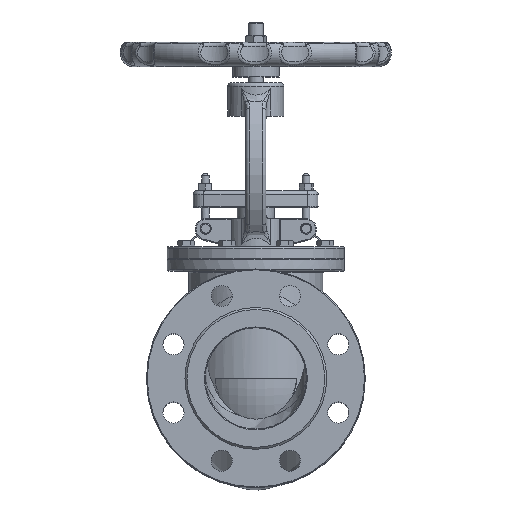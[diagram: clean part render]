
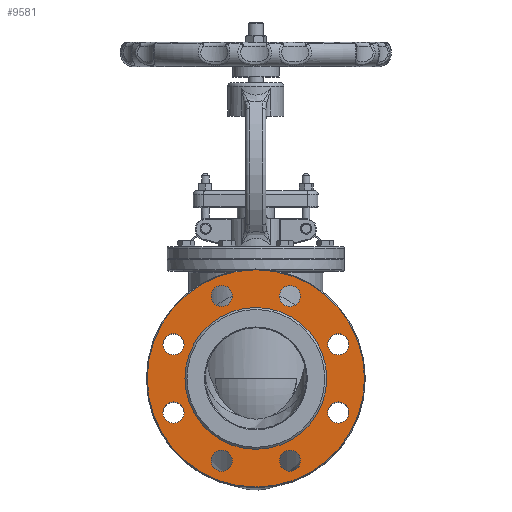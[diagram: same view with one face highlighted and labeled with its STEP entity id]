
A CAD part, top view. The second image highlights one B-rep face of the part: STEP entity #9581.
In plain terms, the highlighted planar face has unit normal (0, 0, 1).
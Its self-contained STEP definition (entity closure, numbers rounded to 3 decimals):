
#261=PLANE('',#10436);
#640=FACE_BOUND('',#1504,.T.);
#641=FACE_BOUND('',#1505,.T.);
#642=FACE_BOUND('',#1506,.T.);
#643=FACE_BOUND('',#1507,.T.);
#644=FACE_BOUND('',#1508,.T.);
#645=FACE_BOUND('',#1509,.T.);
#646=FACE_BOUND('',#1510,.T.);
#647=FACE_BOUND('',#1511,.T.);
#648=FACE_BOUND('',#1512,.T.);
#847=FACE_OUTER_BOUND('',#1503,.T.);
#1503=EDGE_LOOP('',(#6718));
#1504=EDGE_LOOP('',(#6719));
#1505=EDGE_LOOP('',(#6720));
#1506=EDGE_LOOP('',(#6721));
#1507=EDGE_LOOP('',(#6722));
#1508=EDGE_LOOP('',(#6723));
#1509=EDGE_LOOP('',(#6724));
#1510=EDGE_LOOP('',(#6725));
#1511=EDGE_LOOP('',(#6726));
#1512=EDGE_LOOP('',(#6727));
#3188=CIRCLE('',#10435,134.);
#3189=CIRCLE('',#10437,87.5);
#3190=CIRCLE('',#10438,13.);
#3191=CIRCLE('',#10439,13.);
#3192=CIRCLE('',#10440,13.);
#3193=CIRCLE('',#10441,13.);
#3194=CIRCLE('',#10442,13.);
#3195=CIRCLE('',#10443,13.);
#3196=CIRCLE('',#10444,13.);
#3197=CIRCLE('',#10445,13.);
#3957=VERTEX_POINT('',#17667);
#3958=VERTEX_POINT('',#17671);
#3959=VERTEX_POINT('',#17673);
#3960=VERTEX_POINT('',#17675);
#3961=VERTEX_POINT('',#17677);
#3962=VERTEX_POINT('',#17679);
#3963=VERTEX_POINT('',#17681);
#3964=VERTEX_POINT('',#17683);
#3965=VERTEX_POINT('',#17685);
#3966=VERTEX_POINT('',#17687);
#4938=EDGE_CURVE('',#3957,#3957,#3188,.T.);
#4940=EDGE_CURVE('',#3958,#3958,#3189,.T.);
#4941=EDGE_CURVE('',#3959,#3959,#3190,.T.);
#4942=EDGE_CURVE('',#3960,#3960,#3191,.T.);
#4943=EDGE_CURVE('',#3961,#3961,#3192,.T.);
#4944=EDGE_CURVE('',#3962,#3962,#3193,.T.);
#4945=EDGE_CURVE('',#3963,#3963,#3194,.T.);
#4946=EDGE_CURVE('',#3964,#3964,#3195,.T.);
#4947=EDGE_CURVE('',#3965,#3965,#3196,.T.);
#4948=EDGE_CURVE('',#3966,#3966,#3197,.T.);
#6718=ORIENTED_EDGE('',*,*,#4938,.F.);
#6719=ORIENTED_EDGE('',*,*,#4940,.F.);
#6720=ORIENTED_EDGE('',*,*,#4941,.T.);
#6721=ORIENTED_EDGE('',*,*,#4942,.T.);
#6722=ORIENTED_EDGE('',*,*,#4943,.T.);
#6723=ORIENTED_EDGE('',*,*,#4944,.T.);
#6724=ORIENTED_EDGE('',*,*,#4945,.T.);
#6725=ORIENTED_EDGE('',*,*,#4946,.T.);
#6726=ORIENTED_EDGE('',*,*,#4947,.T.);
#6727=ORIENTED_EDGE('',*,*,#4948,.T.);
#9581=ADVANCED_FACE('',(#847,#640,#641,#642,#643,#644,#645,#646,#647,#648),
#261,.T.);
#10435=AXIS2_PLACEMENT_3D('',#17668,#11979,#11980);
#10436=AXIS2_PLACEMENT_3D('',#17670,#11982,#11983);
#10437=AXIS2_PLACEMENT_3D('',#17672,#11984,#11985);
#10438=AXIS2_PLACEMENT_3D('',#17674,#11986,#11987);
#10439=AXIS2_PLACEMENT_3D('',#17676,#11988,#11989);
#10440=AXIS2_PLACEMENT_3D('',#17678,#11990,#11991);
#10441=AXIS2_PLACEMENT_3D('',#17680,#11992,#11993);
#10442=AXIS2_PLACEMENT_3D('',#17682,#11994,#11995);
#10443=AXIS2_PLACEMENT_3D('',#17684,#11996,#11997);
#10444=AXIS2_PLACEMENT_3D('',#17686,#11998,#11999);
#10445=AXIS2_PLACEMENT_3D('',#17688,#12000,#12001);
#11979=DIRECTION('center_axis',(0.,0.,-1.));
#11980=DIRECTION('ref_axis',(-1.,0.,0.));
#11982=DIRECTION('center_axis',(0.,0.,1.));
#11983=DIRECTION('ref_axis',(1.,0.,0.));
#11984=DIRECTION('center_axis',(0.,0.,1.));
#11985=DIRECTION('ref_axis',(-1.,0.,0.));
#11986=DIRECTION('center_axis',(0.,0.,-1.));
#11987=DIRECTION('ref_axis',(-1.,0.,0.));
#11988=DIRECTION('center_axis',(0.,0.,-1.));
#11989=DIRECTION('ref_axis',(-1.,0.,0.));
#11990=DIRECTION('center_axis',(0.,0.,-1.));
#11991=DIRECTION('ref_axis',(-1.,0.,0.));
#11992=DIRECTION('center_axis',(0.,0.,-1.));
#11993=DIRECTION('ref_axis',(-1.,0.,0.));
#11994=DIRECTION('center_axis',(0.,0.,-1.));
#11995=DIRECTION('ref_axis',(-1.,0.,0.));
#11996=DIRECTION('center_axis',(0.,0.,-1.));
#11997=DIRECTION('ref_axis',(-1.,0.,0.));
#11998=DIRECTION('center_axis',(0.,0.,-1.));
#11999=DIRECTION('ref_axis',(-1.,0.,0.));
#12000=DIRECTION('center_axis',(0.,0.,-1.));
#12001=DIRECTION('ref_axis',(-1.,0.,0.));
#17667=CARTESIAN_POINT('',(134.,0.,27.));
#17668=CARTESIAN_POINT('Origin',(0.,0.,27.));
#17670=CARTESIAN_POINT('Origin',(0.,0.,27.));
#17671=CARTESIAN_POINT('',(87.5,0.,27.));
#17672=CARTESIAN_POINT('Origin',(0.,0.,27.));
#17673=CARTESIAN_POINT('',(114.627,-42.095,27.));
#17674=CARTESIAN_POINT('Origin',(101.627,-42.095,27.));
#17675=CARTESIAN_POINT('',(114.627,42.095,27.));
#17676=CARTESIAN_POINT('Origin',(101.627,42.095,27.));
#17677=CARTESIAN_POINT('',(55.095,101.627,27.));
#17678=CARTESIAN_POINT('Origin',(42.095,101.627,27.));
#17679=CARTESIAN_POINT('',(-29.095,101.627,27.));
#17680=CARTESIAN_POINT('Origin',(-42.095,101.627,27.));
#17681=CARTESIAN_POINT('',(-88.627,42.095,27.));
#17682=CARTESIAN_POINT('Origin',(-101.627,42.095,27.));
#17683=CARTESIAN_POINT('',(-88.627,-42.095,27.));
#17684=CARTESIAN_POINT('Origin',(-101.627,-42.095,27.));
#17685=CARTESIAN_POINT('',(-29.095,-101.627,27.));
#17686=CARTESIAN_POINT('Origin',(-42.095,-101.627,27.));
#17687=CARTESIAN_POINT('',(55.095,-101.627,27.));
#17688=CARTESIAN_POINT('Origin',(42.095,-101.627,27.));
